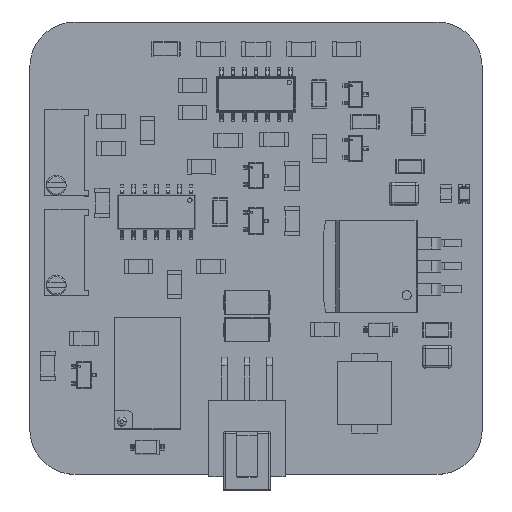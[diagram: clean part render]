
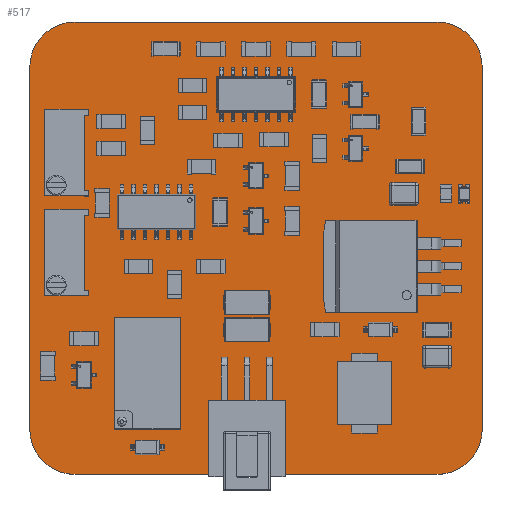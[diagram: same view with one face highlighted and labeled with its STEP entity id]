
A CAD part, top view. The second image highlights one B-rep face of the part: STEP entity #517.
In plain terms, the highlighted planar face has unit normal (0, 0, 1).
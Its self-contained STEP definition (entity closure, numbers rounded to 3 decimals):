
#252 = VERTEX_POINT('',#253);
#253 = CARTESIAN_POINT('',(0.,10.,1.59));
#259 = EDGE_CURVE('',#252,#260,#262,.T.);
#260 = VERTEX_POINT('',#261);
#261 = CARTESIAN_POINT('',(0.,50.,1.59));
#262 = LINE('',#263,#264);
#263 = CARTESIAN_POINT('',(0.,10.,1.59));
#264 = VECTOR('',#265,1.);
#265 = DIRECTION('',(0.,1.,0.));
#290 = EDGE_CURVE('',#260,#291,#293,.T.);
#291 = VERTEX_POINT('',#292);
#292 = CARTESIAN_POINT('',(5.,55.,1.59));
#293 = CIRCLE('',#294,4.998);
#294 = AXIS2_PLACEMENT_3D('',#295,#296,#297);
#295 = CARTESIAN_POINT('',(4.998,50.002,1.59));
#296 = DIRECTION('',(0.,0.,-1.));
#297 = DIRECTION('',(-1.,0.,-0.));
#323 = EDGE_CURVE('',#291,#324,#326,.T.);
#324 = VERTEX_POINT('',#325);
#325 = CARTESIAN_POINT('',(45.,55.,1.59));
#326 = LINE('',#327,#328);
#327 = CARTESIAN_POINT('',(5.,55.,1.59));
#328 = VECTOR('',#329,1.);
#329 = DIRECTION('',(1.,0.,0.));
#354 = EDGE_CURVE('',#324,#355,#357,.T.);
#355 = VERTEX_POINT('',#356);
#356 = CARTESIAN_POINT('',(50.,50.,1.59));
#357 = CIRCLE('',#358,4.998);
#358 = AXIS2_PLACEMENT_3D('',#359,#360,#361);
#359 = CARTESIAN_POINT('',(45.002,50.002,1.59));
#360 = DIRECTION('',(0.,0.,-1.));
#361 = DIRECTION('',(0.,1.,0.));
#387 = EDGE_CURVE('',#355,#388,#390,.T.);
#388 = VERTEX_POINT('',#389);
#389 = CARTESIAN_POINT('',(50.,10.,1.59));
#390 = LINE('',#391,#392);
#391 = CARTESIAN_POINT('',(50.,50.,1.59));
#392 = VECTOR('',#393,1.);
#393 = DIRECTION('',(0.,-1.,0.));
#418 = EDGE_CURVE('',#388,#419,#421,.T.);
#419 = VERTEX_POINT('',#420);
#420 = CARTESIAN_POINT('',(45.,5.,1.59));
#421 = CIRCLE('',#422,4.998);
#422 = AXIS2_PLACEMENT_3D('',#423,#424,#425);
#423 = CARTESIAN_POINT('',(45.002,9.998,1.59));
#424 = DIRECTION('',(0.,0.,-1.));
#425 = DIRECTION('',(1.,0.,0.));
#451 = EDGE_CURVE('',#419,#452,#454,.T.);
#452 = VERTEX_POINT('',#453);
#453 = CARTESIAN_POINT('',(5.,5.,1.59));
#454 = LINE('',#455,#456);
#455 = CARTESIAN_POINT('',(45.,5.,1.59));
#456 = VECTOR('',#457,1.);
#457 = DIRECTION('',(-1.,0.,0.));
#482 = EDGE_CURVE('',#452,#252,#483,.T.);
#483 = CIRCLE('',#484,4.998);
#484 = AXIS2_PLACEMENT_3D('',#485,#486,#487);
#485 = CARTESIAN_POINT('',(4.998,9.998,1.59));
#486 = DIRECTION('',(0.,0.,-1.));
#487 = DIRECTION('',(0.,-1.,0.));
#517 = ADVANCED_FACE('',(#518),#528,.F.);
#518 = FACE_BOUND('',#519,.F.);
#519 = EDGE_LOOP('',(#520,#521,#522,#523,#524,#525,#526,#527));
#520 = ORIENTED_EDGE('',*,*,#259,.T.);
#521 = ORIENTED_EDGE('',*,*,#290,.T.);
#522 = ORIENTED_EDGE('',*,*,#323,.T.);
#523 = ORIENTED_EDGE('',*,*,#354,.T.);
#524 = ORIENTED_EDGE('',*,*,#387,.T.);
#525 = ORIENTED_EDGE('',*,*,#418,.T.);
#526 = ORIENTED_EDGE('',*,*,#451,.T.);
#527 = ORIENTED_EDGE('',*,*,#482,.T.);
#528 = PLANE('',#529);
#529 = AXIS2_PLACEMENT_3D('',#530,#531,#532);
#530 = CARTESIAN_POINT('',(25.,30.,1.59));
#531 = DIRECTION('',(-0.,-0.,-1.));
#532 = DIRECTION('',(-1.,0.,0.));
